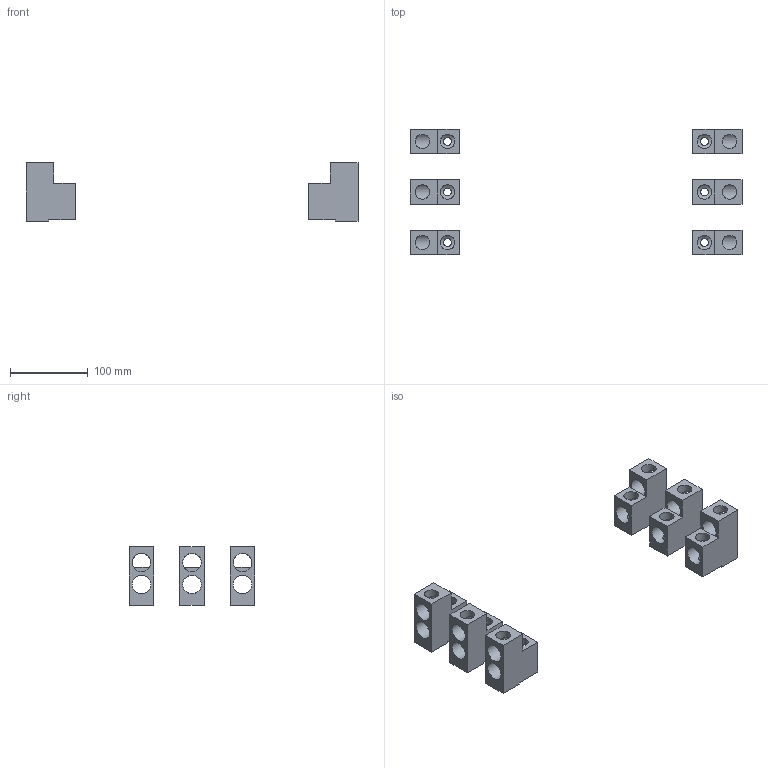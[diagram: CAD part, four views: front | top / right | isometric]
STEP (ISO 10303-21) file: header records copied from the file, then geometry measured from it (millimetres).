
FILE_DESCRIPTION(/* description */ (''),/* implementation_level */ '2;1');
FILE_NAME(/* name */ 'FILE_STP_CAD_DRAWING_3d_GMX504_prt.stp',/* time_stamp */ '2025-02-03T15:16:32+01:00',/* author */ (''),/* organization */ (''),/* preprocessor_version */ 'ST-DEVELOPER v16.7',/* originating_system */ 'SIEMENS PLM Software NX 12.0',/* authorisation */ '');
FILE_SCHEMA (('AUTOMOTIVE_DESIGN { 1 0 10303 214 3 1 1 1 }'));
Length unit declared in the file: millimetre
Products named in the file (1): 3d_GMX504
Bounding box: 427 x 161.75 x 75.69 mm (x, y, z)
Volume: 456193.1 mm3; surface area: 138530.7 mm2
Topology: 6 solids, 6 shells, 96 faces, 300 edges, 205 vertices
Faces by surface type: plane 66, cylinder 30
Full cylindrical faces by diameter (mm): 10.1 x6, 18.5 x12, 23.8 x12
Entity records: 3420 total; most frequent: CARTESIAN_POINT 981, DIRECTION 448, ORIENTED_EDGE 444, EDGE_CURVE 222, EDGE_LOOP 180, VERTEX_POINT 162, LINE 156, VECTOR 156
